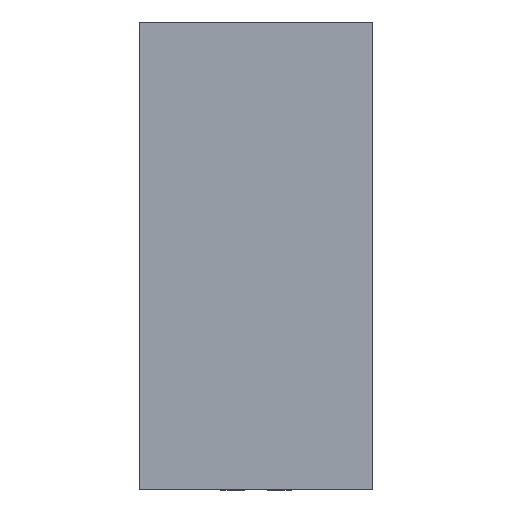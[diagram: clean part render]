
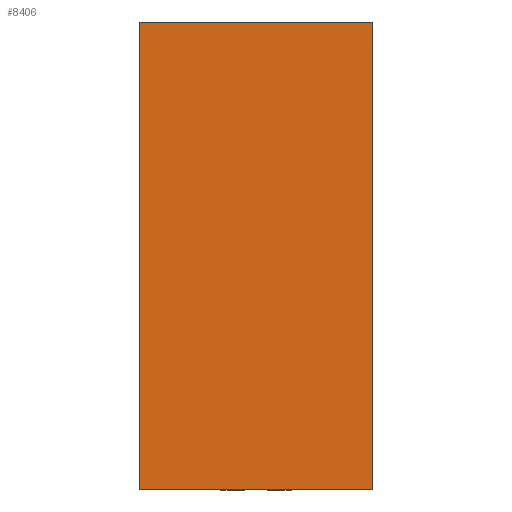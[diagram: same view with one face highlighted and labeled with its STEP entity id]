
A CAD part, top view. The second image highlights one B-rep face of the part: STEP entity #8406.
In plain terms, the highlighted face is planar.
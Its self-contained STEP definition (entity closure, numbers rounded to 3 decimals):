
#6601=DIRECTION('',(0.,0.,1.));
#6602=VECTOR('',#6601,4.);
#6603=CARTESIAN_POINT('',(-1.,0.525,-2.));
#6604=LINE('',#6603,#6602);
#6608=DIRECTION('',(-1.,0.,0.));
#6609=VECTOR('',#6608,2.);
#6610=CARTESIAN_POINT('',(1.,0.525,-2.));
#6611=LINE('',#6610,#6609);
#6615=DIRECTION('',(0.,0.,-1.));
#6616=VECTOR('',#6615,4.);
#6617=CARTESIAN_POINT('',(1.,0.525,2.));
#6618=LINE('',#6617,#6616);
#6622=DIRECTION('',(1.,0.,0.));
#6623=VECTOR('',#6622,2.);
#6624=CARTESIAN_POINT('',(-1.,0.525,2.));
#6625=LINE('',#6624,#6623);
#7203=CARTESIAN_POINT('',(-1.,0.525,-2.));
#7204=CARTESIAN_POINT('',(-1.,0.525,2.));
#7205=VERTEX_POINT('',#7203);
#7206=VERTEX_POINT('',#7204);
#7207=CARTESIAN_POINT('',(1.,0.525,2.));
#7208=VERTEX_POINT('',#7207);
#7209=CARTESIAN_POINT('',(1.,0.525,-2.));
#7210=VERTEX_POINT('',#7209);
#8393=CARTESIAN_POINT('',(0.,0.525,0.));
#8394=DIRECTION('',(0.,1.,0.));
#8395=DIRECTION('',(1.,0.,0.));
#8396=AXIS2_PLACEMENT_3D('',#8393,#8394,#8395);
#8397=PLANE('',#8396);
#8398=ORIENTED_EDGE('',*,*,#8278,.F.);
#8399=ORIENTED_EDGE('',*,*,#7871,.F.);
#8401=ORIENTED_EDGE('',*,*,#8400,.F.);
#8403=ORIENTED_EDGE('',*,*,#8402,.F.);
#8404=EDGE_LOOP('',(#8398,#8399,#8401,#8403));
#8405=FACE_OUTER_BOUND('',#8404,.F.);
#7871=EDGE_CURVE('',#7210,#7205,#6611,.T.);
#8278=EDGE_CURVE('',#7205,#7206,#6604,.T.);
#8400=EDGE_CURVE('',#7208,#7210,#6618,.T.);
#8402=EDGE_CURVE('',#7206,#7208,#6625,.T.);
#8406=ADVANCED_FACE('',(#8405),#8397,.T.);
